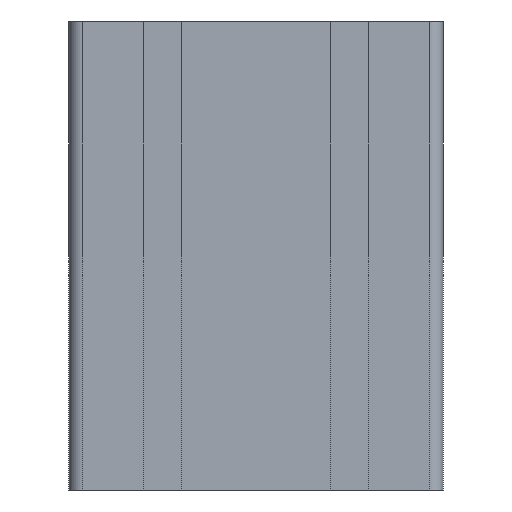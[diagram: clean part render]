
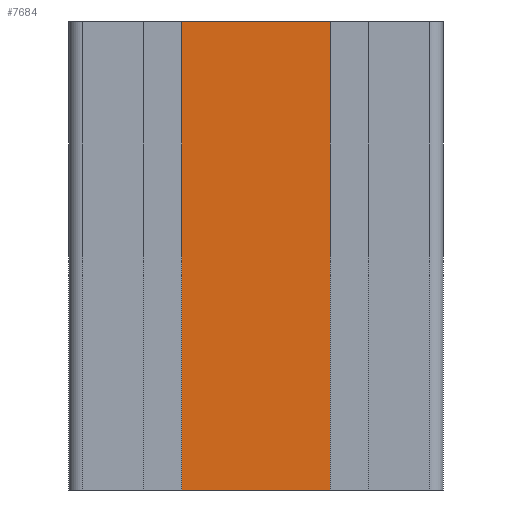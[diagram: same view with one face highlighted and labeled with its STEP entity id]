
A CAD part, left-side view. The second image highlights one B-rep face of the part: STEP entity #7684.
In plain terms, the highlighted planar face has unit normal (-1, 0, 0).
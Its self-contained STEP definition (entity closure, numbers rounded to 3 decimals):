
#46=LINE('',#11298,#870);
#64=LINE('',#11349,#888);
#267=LINE('',#12087,#1091);
#268=LINE('',#12088,#1092);
#870=VECTOR('',#8945,100.);
#888=VECTOR('',#8997,31.8);
#1091=VECTOR('',#9534,31.8);
#1092=VECTOR('',#9535,100.);
#1676=PLANE('',#8285);
#1945=FACE_OUTER_BOUND('',#2364,.T.);
#2364=EDGE_LOOP('',(#5598,#5599,#5600,#5601));
#3154=VERTEX_POINT('',#11294);
#3156=VERTEX_POINT('',#11297);
#3172=VERTEX_POINT('',#11348);
#3540=VERTEX_POINT('',#12086);
#3964=EDGE_CURVE('',#3156,#3154,#46,.T.);
#3990=EDGE_CURVE('',#3156,#3172,#64,.T.);
#4359=EDGE_CURVE('',#3154,#3540,#267,.T.);
#4360=EDGE_CURVE('',#3540,#3172,#268,.T.);
#5598=ORIENTED_EDGE('',*,*,#3964,.T.);
#5599=ORIENTED_EDGE('',*,*,#4359,.T.);
#5600=ORIENTED_EDGE('',*,*,#4360,.T.);
#5601=ORIENTED_EDGE('',*,*,#3990,.F.);
#7684=ADVANCED_FACE('',(#1945),#1676,.T.);
#8285=AXIS2_PLACEMENT_3D('',#12085,#9532,#9533);
#8945=DIRECTION('',(0.,0.,1.));
#8997=DIRECTION('',(0.,1.,0.));
#9532=DIRECTION('center_axis',(-1.,0.,0.));
#9533=DIRECTION('ref_axis',(0.,-1.,0.));
#9534=DIRECTION('',(0.,1.,0.));
#9535=DIRECTION('',(0.,0.,-1.));
#11294=CARTESIAN_POINT('',(-60.,-15.9,100.));
#11297=CARTESIAN_POINT('',(-60.,-15.9,0.));
#11298=CARTESIAN_POINT('',(-60.,-15.9,0.));
#11348=CARTESIAN_POINT('',(-60.,15.9,0.));
#11349=CARTESIAN_POINT('',(-60.,18.5,0.));
#12085=CARTESIAN_POINT('Origin',(-60.,37.,0.));
#12086=CARTESIAN_POINT('',(-60.,15.9,100.));
#12087=CARTESIAN_POINT('',(-60.,18.5,100.));
#12088=CARTESIAN_POINT('',(-60.,15.9,0.));
